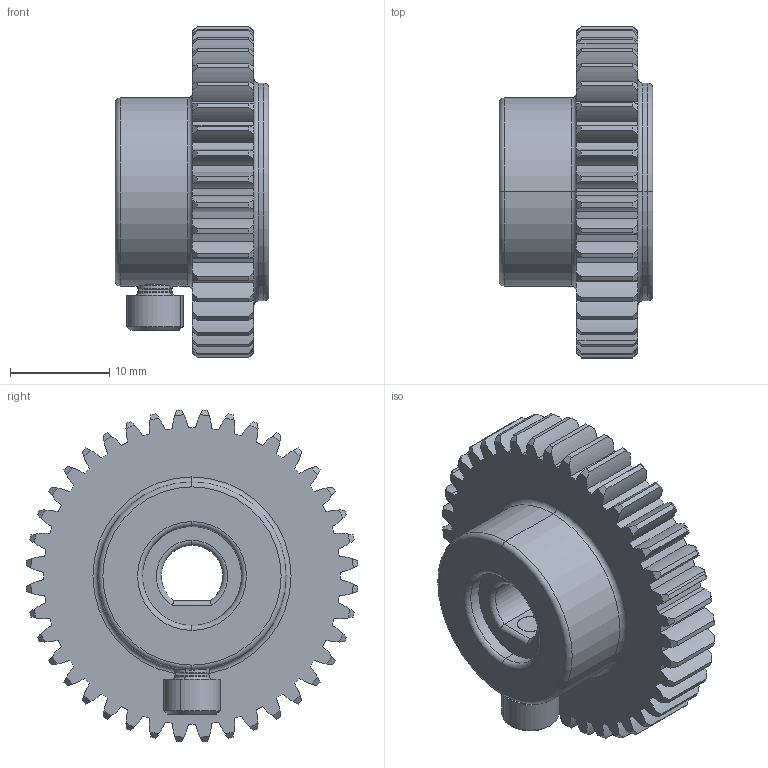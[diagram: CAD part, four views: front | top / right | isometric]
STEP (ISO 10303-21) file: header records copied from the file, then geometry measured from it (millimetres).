
FILE_DESCRIPTION (( 'STEP AP214' ), '1' );
FILE_NAME ('40223_TXP-40 Tooth Plastic Spur Gear.STEP', '2017-03-28T20:17:37', ( '' ), ( '' ), 'SwSTEP 2.0', 'SolidWorks 2016', '' );
FILE_SCHEMA (( 'AUTOMOTIVE_DESIGN' ));
Length unit declared in the file: millimetre
Products named in the file (2): 40223_TXP-40 Tooth Plastic Spur Gear
Bounding box: 15.5 x 33.53 x 33.53 mm (x, y, z)
Volume: 7175.1 mm3; surface area: 3860 mm2
Topology: 2 solids, 2 shells, 380 faces, 1015 edges, 642 vertices
Faces by surface type: cylinder 205, cone 134, plane 22, torus 17, bspline 2
Entity records: 16653 total; most frequent: CARTESIAN_POINT 2817, DIRECTION 2147, ORIENTED_EDGE 2026, EDGE_CURVE 1013, AXIS2_PLACEMENT_3D 930, VERTEX_POINT 642, CIRCLE 550, EDGE_LOOP 389
